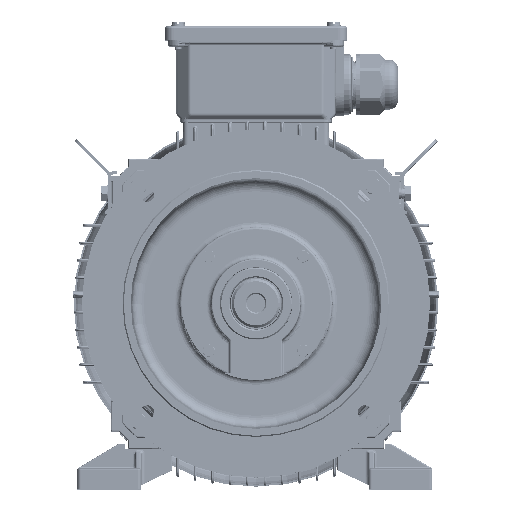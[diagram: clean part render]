
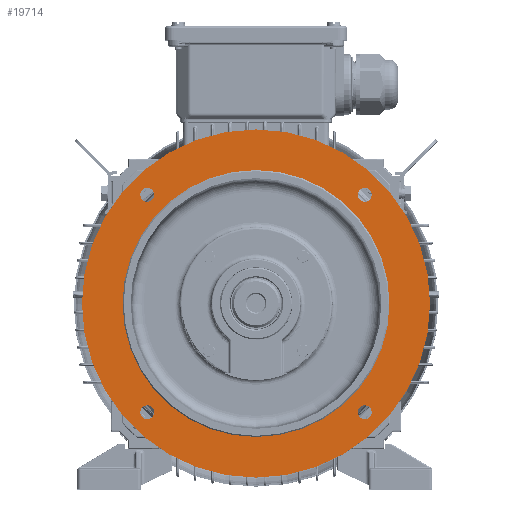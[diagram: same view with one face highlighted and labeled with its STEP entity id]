
A CAD part, top view. The second image highlights one B-rep face of the part: STEP entity #19714.
In plain terms, the highlighted planar face has unit normal (0, 0, 1).
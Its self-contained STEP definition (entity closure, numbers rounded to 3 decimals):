
#12489=PLANE('',#159655);
#14636=FACE_BOUND('',#39858,.T.);
#14637=FACE_BOUND('',#39859,.T.);
#14638=FACE_BOUND('',#39860,.T.);
#14639=FACE_BOUND('',#39861,.T.);
#14640=FACE_BOUND('',#39862,.T.);
#14641=FACE_BOUND('',#39863,.T.);
#19714=ADVANCED_FACE('',(#14636,#14637,#14638,#14639,#14640,#14641),#12489,
 .T.);
#39858=EDGE_LOOP('',(#93326));
#39859=EDGE_LOOP('',(#93327));
#39860=EDGE_LOOP('',(#93328));
#39861=EDGE_LOOP('',(#93329));
#39862=EDGE_LOOP('',(#93330));
#39863=EDGE_LOOP('',(#93331));
#93326=ORIENTED_EDGE('',*,*,#138939,.T.);
#93327=ORIENTED_EDGE('',*,*,#138940,.T.);
#93328=ORIENTED_EDGE('',*,*,#138941,.T.);
#93329=ORIENTED_EDGE('',*,*,#138942,.F.);
#93330=ORIENTED_EDGE('',*,*,#138943,.T.);
#93331=ORIENTED_EDGE('',*,*,#138944,.T.);
#120668=VERTEX_POINT('',#246236);
#120669=VERTEX_POINT('',#246238);
#120670=VERTEX_POINT('',#246240);
#120671=VERTEX_POINT('',#246242);
#120672=VERTEX_POINT('',#246244);
#120673=VERTEX_POINT('',#246246);
#138939=EDGE_CURVE('',#120668,#120668,#150278,.T.);
#138940=EDGE_CURVE('',#120669,#120669,#150279,.T.);
#138941=EDGE_CURVE('',#120670,#120670,#150280,.T.);
#138942=EDGE_CURVE('',#120671,#120671,#150281,.T.);
#138943=EDGE_CURVE('',#120672,#120672,#150282,.T.);
#138944=EDGE_CURVE('',#120673,#120673,#150283,.T.);
#150278=CIRCLE('',#159649,6.);
#150279=CIRCLE('',#159650,6.);
#150280=CIRCLE('',#159651,115.);
#150281=CIRCLE('',#159652,150.);
#150282=CIRCLE('',#159653,6.);
#150283=CIRCLE('',#159654,6.);
#159649=AXIS2_PLACEMENT_3D('',#246235,#187658,#187659);
#159650=AXIS2_PLACEMENT_3D('',#246237,#187660,#187661);
#159651=AXIS2_PLACEMENT_3D('',#246239,#187662,#187663);
#159652=AXIS2_PLACEMENT_3D('',#246241,#187664,#187665);
#159653=AXIS2_PLACEMENT_3D('',#246243,#187666,#187667);
#159654=AXIS2_PLACEMENT_3D('',#246245,#187668,#187669);
#159655=AXIS2_PLACEMENT_3D('',#246247,#187670,#187671);
#187658=DIRECTION('',(0.,0.,-1.));
#187659=DIRECTION('',(-0.707,-0.707,0.));
#187660=DIRECTION('',(0.,0.,-1.));
#187661=DIRECTION('',(-0.707,-0.707,0.));
#187662=DIRECTION('',(0.,0.,-1.));
#187663=DIRECTION('',(1.,0.,0.));
#187664=DIRECTION('',(0.,0.,-1.));
#187665=DIRECTION('',(1.,0.,0.));
#187666=DIRECTION('',(0.,0.,-1.));
#187667=DIRECTION('',(-0.707,-0.707,0.));
#187668=DIRECTION('',(0.,0.,-1.));
#187669=DIRECTION('',(-0.707,-0.707,0.));
#187670=DIRECTION('',(0.,0.,1.));
#187671=DIRECTION('',(-1.,0.,0.));
#246235=CARTESIAN_POINT('',(93.692,91.109,213.457));
#246236=CARTESIAN_POINT('',(89.449,86.867,213.457));
#246237=CARTESIAN_POINT('',(93.692,-96.274,213.457));
#246238=CARTESIAN_POINT('',(89.449,-100.516,213.457));
#246239=CARTESIAN_POINT('',(0.,-2.582,213.457));
#246240=CARTESIAN_POINT('',(115.,-2.582,213.457));
#246241=CARTESIAN_POINT('',(0.,-2.582,213.457));
#246242=CARTESIAN_POINT('',(150.,-2.582,213.457));
#246243=CARTESIAN_POINT('',(-93.692,-96.274,213.457));
#246244=CARTESIAN_POINT('',(-97.934,-100.516,213.457));
#246245=CARTESIAN_POINT('',(-93.692,91.109,213.457));
#246246=CARTESIAN_POINT('',(-97.934,86.867,213.457));
#246247=CARTESIAN_POINT('',(-150.,-2.582,213.457));
